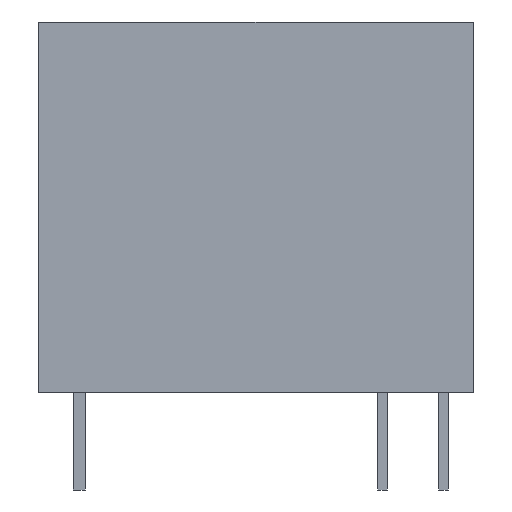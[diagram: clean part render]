
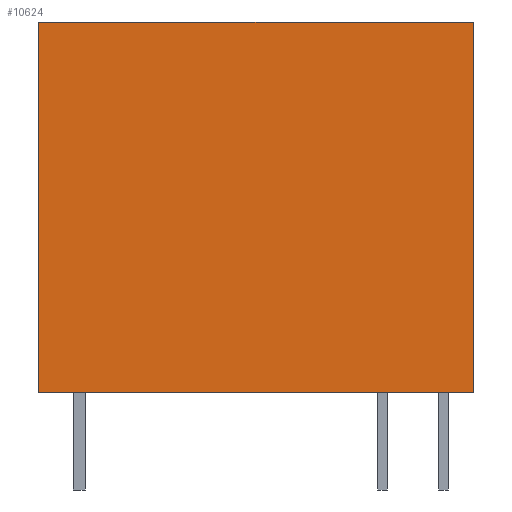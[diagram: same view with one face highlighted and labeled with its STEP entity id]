
A CAD part, front view. The second image highlights one B-rep face of the part: STEP entity #10624.
In plain terms, the highlighted planar face has unit normal (0, -1, 0).
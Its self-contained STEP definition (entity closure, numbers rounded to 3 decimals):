
#140 = LINE ( 'NONE', #2214, #1446 ) ;
#1181 = CARTESIAN_POINT ( 'NONE',  ( 9.1, -5.1, 0. ) ) ;
#1446 = VECTOR ( 'NONE', #9789, 1000. ) ;
#1566 = ORIENTED_EDGE ( 'NONE', *, *, #12510, .F. ) ;
#1627 = CARTESIAN_POINT ( 'NONE',  ( -9.1, -5.1, 15.5 ) ) ;
#1767 = LINE ( 'NONE', #4843, #11811 ) ;
#1969 = DIRECTION ( 'NONE',  ( 0., 1., 0. ) ) ;
#2214 = CARTESIAN_POINT ( 'NONE',  ( 9.1, -5.1, 15.5 ) ) ;
#4126 = CARTESIAN_POINT ( 'NONE',  ( 9.1, -5.1, 15.5 ) ) ;
#4278 = DIRECTION ( 'NONE',  ( 0., 0., -1. ) ) ;
#4843 = CARTESIAN_POINT ( 'NONE',  ( 9.1, -5.1, 15.5 ) ) ;
#4946 = VERTEX_POINT ( 'NONE', #1627 ) ;
#5638 = VERTEX_POINT ( 'NONE', #12998 ) ;
#6529 = ORIENTED_EDGE ( 'NONE', *, *, #11227, .T. ) ;
#7013 = VERTEX_POINT ( 'NONE', #1181 ) ;
#7342 = CARTESIAN_POINT ( 'NONE',  ( -9.1, -5.1, 15.5 ) ) ;
#7791 = DIRECTION ( 'NONE',  ( 1., 0., 0. ) ) ;
#8607 = CARTESIAN_POINT ( 'NONE',  ( -9.1, -5.1, 0. ) ) ;
#8947 = ORIENTED_EDGE ( 'NONE', *, *, #9899, .F. ) ;
#9045 = AXIS2_PLACEMENT_3D ( 'NONE', #4126, #1969, #10591 ) ;
#9202 = DIRECTION ( 'NONE',  ( 1., 0., 0. ) ) ;
#9789 = DIRECTION ( 'NONE',  ( 0., 0., -1. ) ) ;
#9854 = CARTESIAN_POINT ( 'NONE',  ( 9.1, -5.1, 0. ) ) ;
#9899 = EDGE_CURVE ( 'NONE', #5638, #7013, #140, .T. ) ;
#10591 = DIRECTION ( 'NONE',  ( -1., 0., 0. ) ) ;
#10624 = ADVANCED_FACE ( 'NONE', ( #11447 ), #13893, .F. ) ;
#11078 = VECTOR ( 'NONE', #7791, 1000. ) ;
#11227 = EDGE_CURVE ( 'NONE', #12637, #7013, #13411, .T. ) ;
#11447 = FACE_OUTER_BOUND ( 'NONE', #12678, .T. ) ;
#11811 = VECTOR ( 'NONE', #9202, 1000. ) ;
#12063 = VECTOR ( 'NONE', #4278, 1000. ) ;
#12510 = EDGE_CURVE ( 'NONE', #4946, #5638, #1767, .T. ) ;
#12637 = VERTEX_POINT ( 'NONE', #8607 ) ;
#12678 = EDGE_LOOP ( 'NONE', ( #6529, #8947, #1566, #13351 ) ) ;
#12998 = CARTESIAN_POINT ( 'NONE',  ( 9.1, -5.1, 15.5 ) ) ;
#13351 = ORIENTED_EDGE ( 'NONE', *, *, #13972, .T. ) ;
#13411 = LINE ( 'NONE', #9854, #11078 ) ;
#13893 = PLANE ( 'NONE',  #9045 ) ;
#13972 = EDGE_CURVE ( 'NONE', #4946, #12637, #14043, .T. ) ;
#14043 = LINE ( 'NONE', #7342, #12063 ) ;
